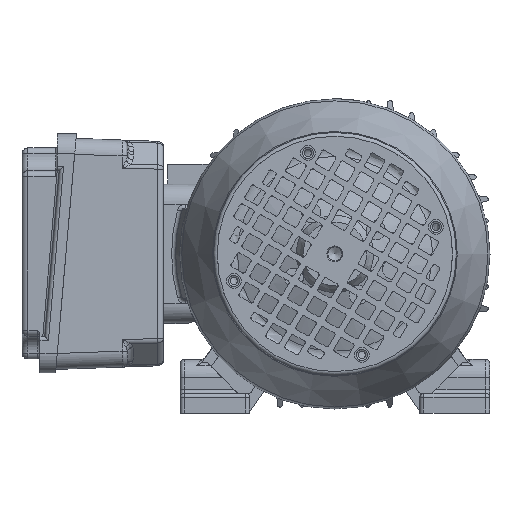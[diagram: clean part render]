
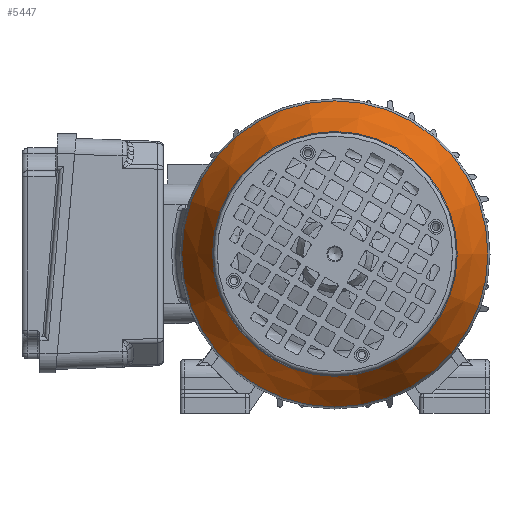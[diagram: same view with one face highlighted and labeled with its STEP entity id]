
A CAD part, front view. The second image highlights one B-rep face of the part: STEP entity #5447.
In plain terms, the highlighted conical face has half-angle 25 degrees and reference radius 77.91 mm.
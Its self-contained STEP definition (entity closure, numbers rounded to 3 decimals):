
#5447 = ADVANCED_FACE( '', ( #11956, #11957 ), #11958, .T. );
#11956 = FACE_OUTER_BOUND( '', #37142, .T. );
#11957 = FACE_BOUND( '', #37143, .T. );
#11958 = CONICAL_SURFACE( '', #37144, 77.91, 0.436 );
#37142 = EDGE_LOOP( '', ( #62375 ) );
#37143 = EDGE_LOOP( '', ( #62376 ) );
#37144 = AXIS2_PLACEMENT_3D( '', #62377, #62378, #62379 );
#62375 = ORIENTED_EDGE( '', *, *, #73869, .T. );
#62376 = ORIENTED_EDGE( '', *, *, #74937, .T. );
#62377 = CARTESIAN_POINT( '', ( 0., -30.502, 0. ) );
#62378 = DIRECTION( '', ( 0., 1., 0. ) );
#62379 = DIRECTION( '', ( -0.501, 0., -0.866 ) );
#73869 = EDGE_CURVE( '', #85227, #85227, #85228, .T. );
#74937 = EDGE_CURVE( '', #86496, #86496, #86497, .T. );
#85227 = VERTEX_POINT( '', #111229 );
#85228 = CIRCLE( '', #111230, 76.889 );
#86496 = VERTEX_POINT( '', #115727 );
#86497 = CIRCLE( '', #115728, 61.468 );
#111229 = CARTESIAN_POINT( '', ( 38.484, -32.692, 66.565 ) );
#111230 = AXIS2_PLACEMENT_3D( '', #126726, #126727, #126728 );
#115727 = CARTESIAN_POINT( '', ( -30.766, -65.761, -53.215 ) );
#115728 = AXIS2_PLACEMENT_3D( '', #127749, #127750, #127751 );
#126726 = CARTESIAN_POINT( '', ( 0., -32.692, 0. ) );
#126727 = DIRECTION( '', ( 0., -1., 0. ) );
#126728 = DIRECTION( '', ( 0.501, 0., 0.866 ) );
#127749 = CARTESIAN_POINT( '', ( 0., -65.761, 0. ) );
#127750 = DIRECTION( '', ( 0., 1., 0. ) );
#127751 = DIRECTION( '', ( -0.501, 0., -0.866 ) );
